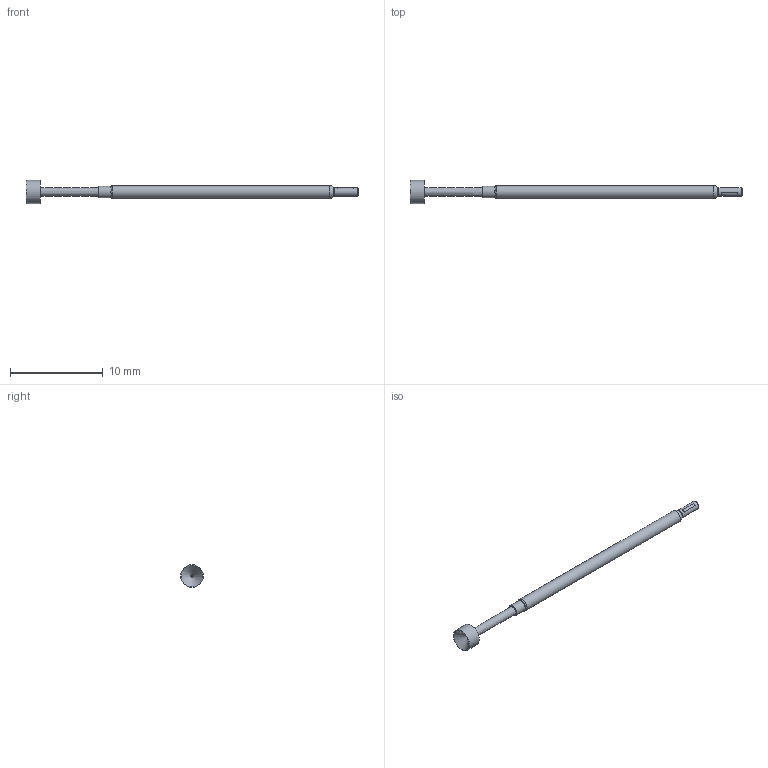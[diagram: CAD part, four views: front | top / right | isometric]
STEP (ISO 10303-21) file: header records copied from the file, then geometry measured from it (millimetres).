
FILE_DESCRIPTION (( 'STEP AP214' ), '1' );
FILE_NAME ('X75-2582.STEP', '2024-01-05T19:49:42', ( '' ), ( '' ), 'SwSTEP 2.0', 'SolidWorks 2023', '' );
FILE_SCHEMA (( 'AUTOMOTIVE_DESIGN' ));
Length unit declared in the file: inch
Products named in the file (1): X75-2582
Bounding box: 35.81 x 2.49 x 2.49 mm (x, y, z)
Volume: 48.6 mm3; surface area: 158.2 mm2
Topology: 1 solids, 1 shells, 47 faces, 109 edges, 70 vertices
Faces by surface type: cylinder 19, plane 17, cone 7, torus 4
Full cylindrical faces by diameter (mm): 0.935 x1, 1.232 x1, 1.367 x1, 2.489 x1
Entity records: 1303 total; most frequent: CARTESIAN_POINT 338, ORIENTED_EDGE 182, DIRECTION 182, EDGE_CURVE 91, AXIS2_PLACEMENT_3D 79, EDGE_LOOP 68, VERTEX_POINT 67, FACE_OUTER_BOUND 55
